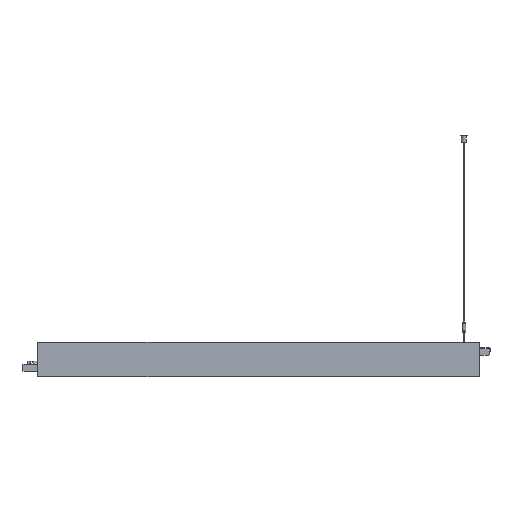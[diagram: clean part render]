
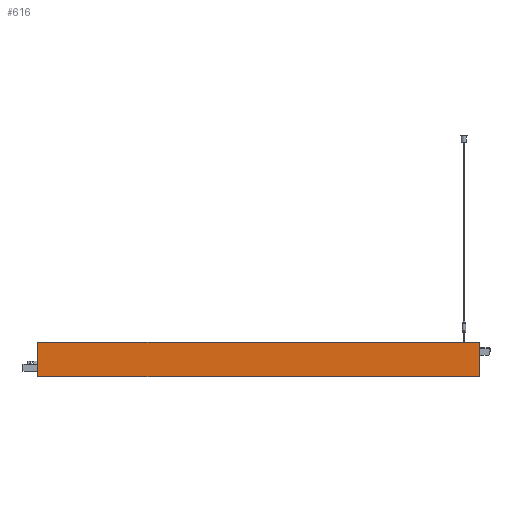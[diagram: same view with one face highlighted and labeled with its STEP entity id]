
A CAD part, front view. The second image highlights one B-rep face of the part: STEP entity #616.
In plain terms, the highlighted planar face has unit normal (0, -1, 0).
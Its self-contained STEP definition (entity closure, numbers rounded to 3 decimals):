
#616=ADVANCED_FACE('',(#1206),#969,.F.);
#969=PLANE('',#6956);
#1206=FACE_OUTER_BOUND('',#1547,.T.);
#1547=EDGE_LOOP('',(#2263,#2264,#2265,#2266));
#2263=ORIENTED_EDGE('',*,*,#4691,.F.);
#2264=ORIENTED_EDGE('',*,*,#4692,.F.);
#2265=ORIENTED_EDGE('',*,*,#4693,.T.);
#2266=ORIENTED_EDGE('',*,*,#4659,.T.);
#3953=VERTEX_POINT('',#9798);
#3954=VERTEX_POINT('',#9800);
#3985=VERTEX_POINT('',#9864);
#3986=VERTEX_POINT('',#9866);
#4659=EDGE_CURVE('',#3954,#3953,#5620,.T.);
#4691=EDGE_CURVE('',#3985,#3953,#5640,.T.);
#4692=EDGE_CURVE('',#3986,#3985,#5641,.T.);
#4693=EDGE_CURVE('',#3986,#3954,#5642,.T.);
#5620=LINE('',#9799,#6313);
#5640=LINE('',#9863,#6333);
#5641=LINE('',#9865,#6334);
#5642=LINE('',#9867,#6335);
#6313=VECTOR('',#7824,1.);
#6333=VECTOR('',#7870,1.);
#6334=VECTOR('',#7871,1.);
#6335=VECTOR('',#7872,1.);
#6956=AXIS2_PLACEMENT_3D('',#9868,#7873,#7874);
#7824=DIRECTION('',(0.,0.,-1.));
#7870=DIRECTION('',(-1.,0.,0.));
#7871=DIRECTION('',(0.,0.,-1.));
#7872=DIRECTION('',(-1.,0.,0.));
#7873=DIRECTION('',(0.,1.,0.));
#7874=DIRECTION('',(0.,0.,1.));
#9798=CARTESIAN_POINT('',(-701.,-30.,-109.966));
#9799=CARTESIAN_POINT('',(-701.,-30.,-0.266));
#9800=CARTESIAN_POINT('',(-701.,-30.,0.034));
#9863=CARTESIAN_POINT('',(141.,-30.,-109.966));
#9864=CARTESIAN_POINT('',(701.,-30.,-109.966));
#9865=CARTESIAN_POINT('',(701.,-30.,-0.266));
#9866=CARTESIAN_POINT('',(701.,-30.,0.034));
#9867=CARTESIAN_POINT('',(141.,-30.,0.034));
#9868=CARTESIAN_POINT('',(141.,-30.,-0.266));
